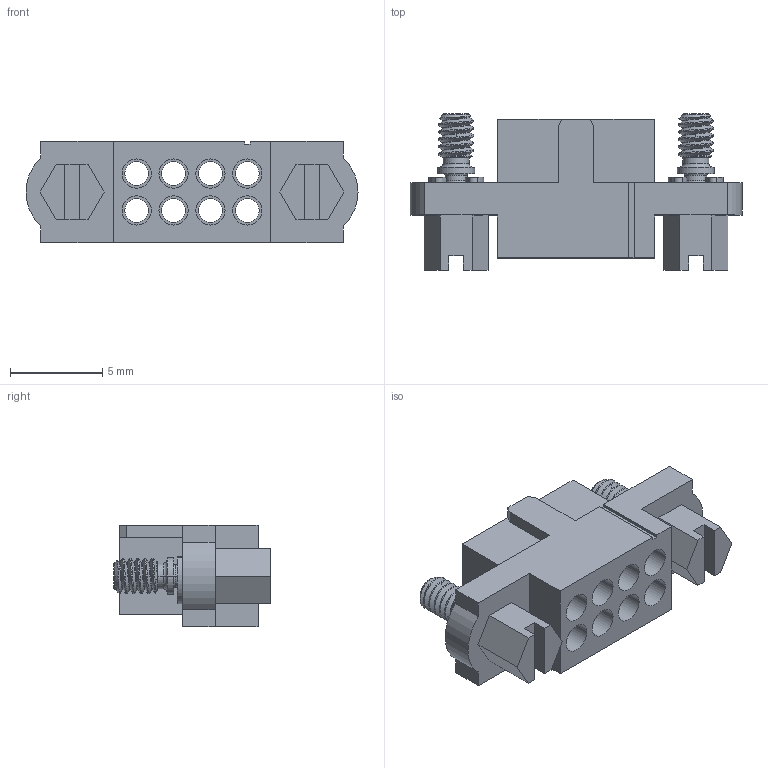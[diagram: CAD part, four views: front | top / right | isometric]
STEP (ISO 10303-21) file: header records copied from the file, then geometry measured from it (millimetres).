
FILE_DESCRIPTION((''),'2;1');
FILE_NAME('M80-4130898_ASM','2018-02-16T14:18:58',('wpreston'),(''),'CREO PARAMETRIC BY PTC INC, 2016510','CREO PARAMETRIC BY PTC INC, 2016510','');
FILE_SCHEMA(('CONFIG_CONTROL_DESIGN','SHAPE_APPEARANCE_LAYERS_GROUPS'));
Length unit declared in the file: millimetre
Products named in the file (4): M80-2620898; M80-214; M80-215; M80-4130898_ASM
Assembly tree (5 placements, depth 2):
  M80-4130898_ASM
    M80-2620898
    M80-214  x2
    M80-215  x2
Bounding box: 18 x 8.5 x 5.5 mm (x, y, z)
Volume: 348.2 mm3; surface area: 927.3 mm2
Topology: 5 solids, 7 shells, 260 faces, 646 edges, 412 vertices
Faces by surface type: cylinder 126, plane 82, cone 24, torus 16, bspline 12
Entity records: 8495 total; most frequent: CARTESIAN_POINT 2559, DIRECTION 973, ORIENTED_EDGE 892, PRESENTATION_STYLE_ASSIGNMENT 452, STYLED_ITEM 452, CURVE_STYLE 448, EDGE_CURVE 448, AXIS2_PLACEMENT_3D 370
